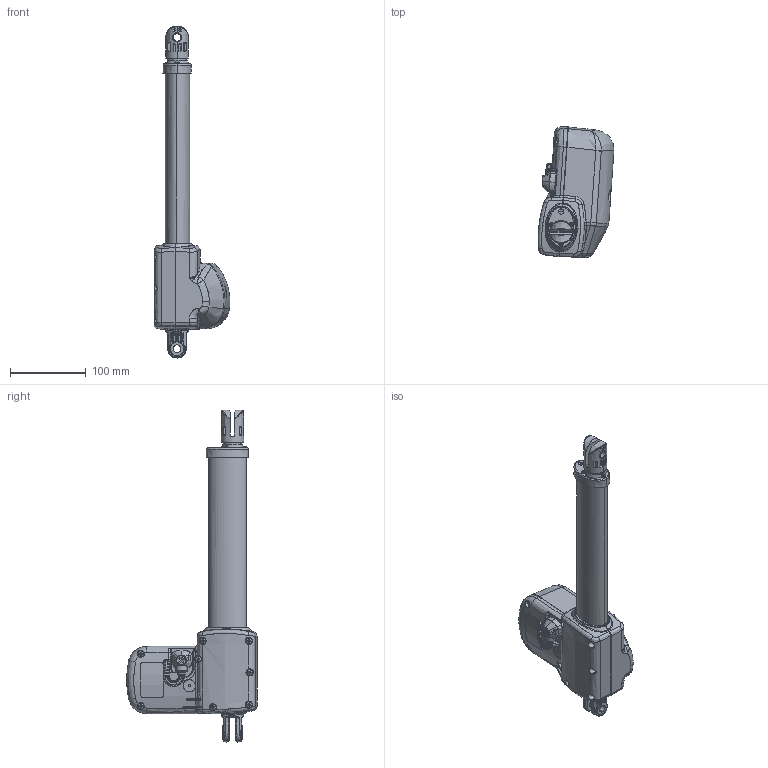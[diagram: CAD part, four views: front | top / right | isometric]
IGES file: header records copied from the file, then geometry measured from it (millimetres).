
Start section: SolidWorks IGES file using analytic representation for surfaces
Global section: file name: Megamat 4.IGS; native system: SolidWorks 2012; preprocessor: SolidWorks 2012; author: CKuhn; date: 130625.115354; units: millimetre
Bounding box: 99.89 x 172.21 x 437.47 mm (x, y, z)
Surface area: 115318.1 mm2 (no closed solid volume)
Topology: 0 solids, 0 shells, 1483 faces, 16069 edges, 16044 vertices
Faces by surface type: bspline 978, revolution 505
